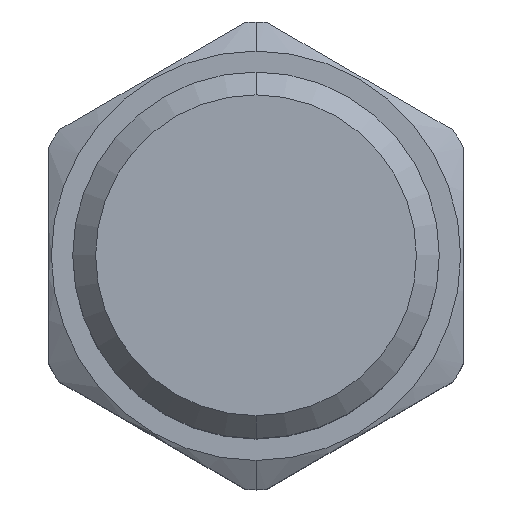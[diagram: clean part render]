
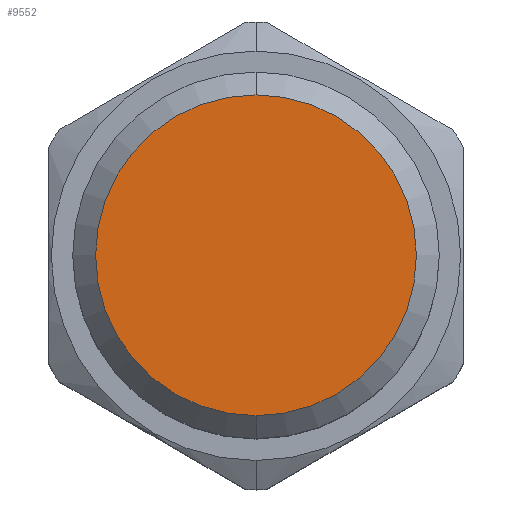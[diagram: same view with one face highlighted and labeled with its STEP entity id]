
A CAD part, top view. The second image highlights one B-rep face of the part: STEP entity #9552.
In plain terms, the highlighted planar face has unit normal (0, 0, 1).
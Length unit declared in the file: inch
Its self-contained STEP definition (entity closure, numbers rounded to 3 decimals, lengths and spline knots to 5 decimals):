
#4129=CARTESIAN_POINT('',(0.,0.,5.2495));
#4130=DIRECTION('',(0.,0.,1.));
#4131=DIRECTION('',(0.,-1.,0.));
#4132=AXIS2_PLACEMENT_3D('',#4129,#4130,#4131);
#4147=CARTESIAN_POINT('',(0.,0.,5.2495));
#4148=DIRECTION('',(0.,0.,1.));
#4149=DIRECTION('',(0.,1.,0.));
#4150=AXIS2_PLACEMENT_3D('',#4147,#4148,#4149);
#5097=CARTESIAN_POINT('',(0.,0.435,5.2495));
#5098=CARTESIAN_POINT('',(0.,-0.435,5.2495));
#5099=VERTEX_POINT('',#5097);
#5100=VERTEX_POINT('',#5098);
#9542=CARTESIAN_POINT('',(0.,0.,5.2495));
#9543=DIRECTION('',(0.,0.,1.));
#9544=DIRECTION('',(0.,1.,0.));
#9545=AXIS2_PLACEMENT_3D('',#9542,#9543,#9544);
#9546=PLANE('',#9545);
#9547=ORIENTED_EDGE('',*,*,#9532,.F.);
#9549=ORIENTED_EDGE('',*,*,#9548,.F.);
#9550=EDGE_LOOP('',(#9547,#9549));
#9551=FACE_OUTER_BOUND('',#9550,.F.);
#9552=ADVANCED_FACE('',(#9551),#9546,.T.);
#4133=CIRCLE('',#4132,0.435);
#4151=CIRCLE('',#4150,0.435);
#9532=EDGE_CURVE('',#5100,#5099,#4133,.T.);
#9548=EDGE_CURVE('',#5099,#5100,#4151,.T.);
